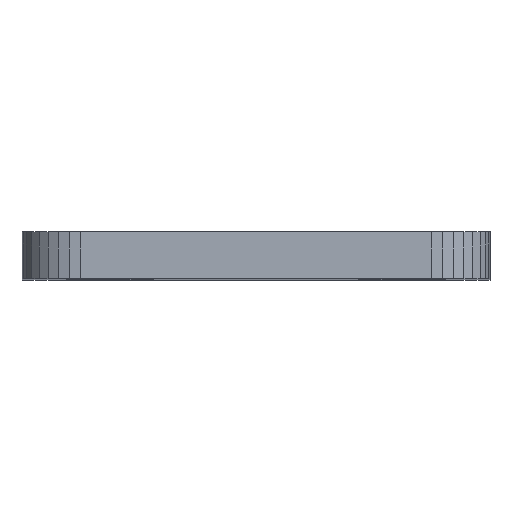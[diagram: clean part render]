
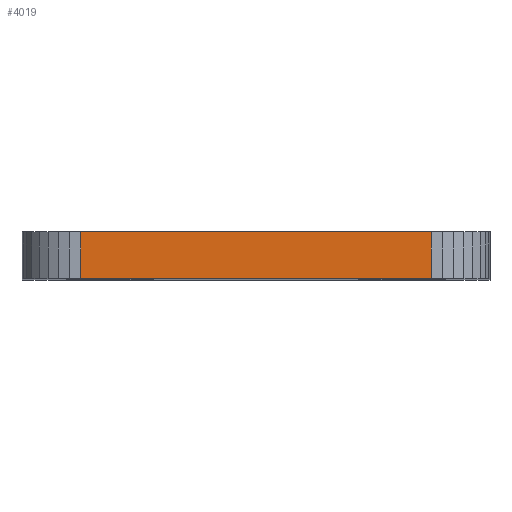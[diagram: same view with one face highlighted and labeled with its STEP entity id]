
A CAD part, top view. The second image highlights one B-rep face of the part: STEP entity #4019.
In plain terms, the highlighted planar face has unit normal (-0.001, 0, 1).
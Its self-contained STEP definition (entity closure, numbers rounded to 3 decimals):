
#31 = PLANE('',#32);
#32 = AXIS2_PLACEMENT_3D('',#33,#34,#35);
#33 = CARTESIAN_POINT('',(336.268,364.,
    76.632));
#34 = DIRECTION('',(0.,1.,0.));
#35 = DIRECTION('',(0.,0.,1.));
#54 = VERTEX_POINT('',#55);
#55 = CARTESIAN_POINT('',(340.,364.,
    73.));
#67 = PLANE('',#68);
#68 = AXIS2_PLACEMENT_3D('',#69,#70,#71);
#69 = CARTESIAN_POINT('',(340.,362.119,
    73.731));
#70 = DIRECTION('',(1.,0.,0.));
#71 = DIRECTION('',(0.,-1.,0.));
#78 = EDGE_CURVE('',#79,#54,#81,.T.);
#79 = VERTEX_POINT('',#80);
#80 = CARTESIAN_POINT('',(352.,364.,
    73.01));
#81 = SURFACE_CURVE('',#82,(#85,#91),.PCURVE_S1.);
#82 = B_SPLINE_CURVE_WITH_KNOTS('',1,(#83,#84),.UNSPECIFIED.,.F.,.F.,(2,
    2),(0.,12.),.PIECEWISE_BEZIER_KNOTS.);
#83 = CARTESIAN_POINT('',(352.,364.,
    73.01));
#84 = CARTESIAN_POINT('',(340.,364.,
    73.));
#85 = PCURVE('',#31,#86);
#86 = DEFINITIONAL_REPRESENTATION('',(#87),#90);
#87 = B_SPLINE_CURVE_WITH_KNOTS('',1,(#88,#89),.UNSPECIFIED.,.F.,.F.,(2,
    2),(0.,12.),.PIECEWISE_BEZIER_KNOTS.);
#88 = CARTESIAN_POINT('',(-3.622,15.732));
#89 = CARTESIAN_POINT('',(-3.632,3.732));
#90 = ( GEOMETRIC_REPRESENTATION_CONTEXT(2) 
PARAMETRIC_REPRESENTATION_CONTEXT() REPRESENTATION_CONTEXT('2D SPACE',''
  ) );
#91 = PCURVE('',#92,#97);
#92 = PLANE('',#93);
#93 = AXIS2_PLACEMENT_3D('',#94,#95,#96);
#94 = CARTESIAN_POINT('',(338.68,362.119,
    72.999));
#95 = DIRECTION('',(-0.001,0.,
    1.));
#96 = DIRECTION('',(-1.,0.,
    -0.001));
#97 = DEFINITIONAL_REPRESENTATION('',(#98),#101);
#98 = B_SPLINE_CURVE_WITH_KNOTS('',1,(#99,#100),.UNSPECIFIED.,.F.,.F.,(2
    ,2),(0.,12.),.PIECEWISE_BEZIER_KNOTS.);
#99 = CARTESIAN_POINT('',(-13.32,-1.881));
#100 = CARTESIAN_POINT('',(-1.32,-1.881));
#101 = ( GEOMETRIC_REPRESENTATION_CONTEXT(2) 
PARAMETRIC_REPRESENTATION_CONTEXT() REPRESENTATION_CONTEXT('2D SPACE',''
  ) );
#117 = PLANE('',#118);
#118 = AXIS2_PLACEMENT_3D('',#119,#120,#121);
#119 = CARTESIAN_POINT('',(351.233,362.119,
    73.085));
#120 = DIRECTION('',(0.098,0.,
    0.995));
#121 = DIRECTION('',(-0.995,0.,
    0.098));
#2400 = PLANE('',#2401);
#2401 = AXIS2_PLACEMENT_3D('',#2402,#2403,#2404);
#2402 = CARTESIAN_POINT('',(336.268,362.4,
    34.368));
#2403 = DIRECTION('',(0.,-1.,0.));
#2404 = DIRECTION('',(0.,0.,-1.));
#3981 = EDGE_CURVE('',#3982,#79,#3984,.T.);
#3982 = VERTEX_POINT('',#3983);
#3983 = CARTESIAN_POINT('',(352.,362.4,
    73.01));
#3984 = SURFACE_CURVE('',#3985,(#3988,#3994),.PCURVE_S1.);
#3985 = B_SPLINE_CURVE_WITH_KNOTS('',1,(#3986,#3987),.UNSPECIFIED.,.F.,
  .F.,(2,2),(-1.6,0.),.PIECEWISE_BEZIER_KNOTS.);
#3986 = CARTESIAN_POINT('',(352.,362.4,
    73.01));
#3987 = CARTESIAN_POINT('',(352.,364.,
    73.01));
#3988 = PCURVE('',#117,#3989);
#3989 = DEFINITIONAL_REPRESENTATION('',(#3990),#3993);
#3990 = B_SPLINE_CURVE_WITH_KNOTS('',1,(#3991,#3992),.UNSPECIFIED.,.F.,
  .F.,(2,2),(-1.6,0.),.PIECEWISE_BEZIER_KNOTS.);
#3991 = CARTESIAN_POINT('',(-0.771,-0.28));
#3992 = CARTESIAN_POINT('',(-0.771,-1.881));
#3993 = ( GEOMETRIC_REPRESENTATION_CONTEXT(2) 
PARAMETRIC_REPRESENTATION_CONTEXT() REPRESENTATION_CONTEXT('2D SPACE',''
  ) );
#3994 = PCURVE('',#92,#3995);
#3995 = DEFINITIONAL_REPRESENTATION('',(#3996),#3999);
#3996 = B_SPLINE_CURVE_WITH_KNOTS('',1,(#3997,#3998),.UNSPECIFIED.,.F.,
  .F.,(2,2),(-1.6,0.),.PIECEWISE_BEZIER_KNOTS.);
#3997 = CARTESIAN_POINT('',(-13.32,-0.28));
#3998 = CARTESIAN_POINT('',(-13.32,-1.881));
#3999 = ( GEOMETRIC_REPRESENTATION_CONTEXT(2) 
PARAMETRIC_REPRESENTATION_CONTEXT() REPRESENTATION_CONTEXT('2D SPACE',''
  ) );
#4019 = ADVANCED_FACE('',(#4020),#92,.T.);
#4020 = FACE_BOUND('',#4021,.T.);
#4021 = EDGE_LOOP('',(#4022,#4023,#4043,#4061));
#4022 = ORIENTED_EDGE('',*,*,#78,.T.);
#4023 = ORIENTED_EDGE('',*,*,#4024,.F.);
#4024 = EDGE_CURVE('',#4025,#54,#4027,.T.);
#4025 = VERTEX_POINT('',#4026);
#4026 = CARTESIAN_POINT('',(340.,362.4,
    73.));
#4027 = SURFACE_CURVE('',#4028,(#4031,#4037),.PCURVE_S1.);
#4028 = B_SPLINE_CURVE_WITH_KNOTS('',1,(#4029,#4030),.UNSPECIFIED.,.F.,
  .F.,(2,2),(-1.6,0.),.PIECEWISE_BEZIER_KNOTS.);
#4029 = CARTESIAN_POINT('',(340.,362.4,
    73.));
#4030 = CARTESIAN_POINT('',(340.,364.,
    73.));
#4031 = PCURVE('',#92,#4032);
#4032 = DEFINITIONAL_REPRESENTATION('',(#4033),#4036);
#4033 = B_SPLINE_CURVE_WITH_KNOTS('',1,(#4034,#4035),.UNSPECIFIED.,.F.,
  .F.,(2,2),(-1.6,0.),.PIECEWISE_BEZIER_KNOTS.);
#4034 = CARTESIAN_POINT('',(-1.32,-0.28));
#4035 = CARTESIAN_POINT('',(-1.32,-1.881));
#4036 = ( GEOMETRIC_REPRESENTATION_CONTEXT(2) 
PARAMETRIC_REPRESENTATION_CONTEXT() REPRESENTATION_CONTEXT('2D SPACE',''
  ) );
#4037 = PCURVE('',#67,#4038);
#4038 = DEFINITIONAL_REPRESENTATION('',(#4039),#4042);
#4039 = B_SPLINE_CURVE_WITH_KNOTS('',1,(#4040,#4041),.UNSPECIFIED.,.F.,
  .F.,(2,2),(-1.6,0.),.PIECEWISE_BEZIER_KNOTS.);
#4040 = CARTESIAN_POINT('',(-0.28,0.731));
#4041 = CARTESIAN_POINT('',(-1.881,0.731));
#4042 = ( GEOMETRIC_REPRESENTATION_CONTEXT(2) 
PARAMETRIC_REPRESENTATION_CONTEXT() REPRESENTATION_CONTEXT('2D SPACE',''
  ) );
#4043 = ORIENTED_EDGE('',*,*,#4044,.F.);
#4044 = EDGE_CURVE('',#3982,#4025,#4045,.T.);
#4045 = SURFACE_CURVE('',#4046,(#4049,#4055),.PCURVE_S1.);
#4046 = B_SPLINE_CURVE_WITH_KNOTS('',1,(#4047,#4048),.UNSPECIFIED.,.F.,
  .F.,(2,2),(0.,12.),.PIECEWISE_BEZIER_KNOTS.);
#4047 = CARTESIAN_POINT('',(352.,362.4,
    73.01));
#4048 = CARTESIAN_POINT('',(340.,362.4,
    73.));
#4049 = PCURVE('',#92,#4050);
#4050 = DEFINITIONAL_REPRESENTATION('',(#4051),#4054);
#4051 = B_SPLINE_CURVE_WITH_KNOTS('',1,(#4052,#4053),.UNSPECIFIED.,.F.,
  .F.,(2,2),(0.,12.),.PIECEWISE_BEZIER_KNOTS.);
#4052 = CARTESIAN_POINT('',(-13.32,-0.28));
#4053 = CARTESIAN_POINT('',(-1.32,-0.28));
#4054 = ( GEOMETRIC_REPRESENTATION_CONTEXT(2) 
PARAMETRIC_REPRESENTATION_CONTEXT() REPRESENTATION_CONTEXT('2D SPACE',''
  ) );
#4055 = PCURVE('',#2400,#4056);
#4056 = DEFINITIONAL_REPRESENTATION('',(#4057),#4060);
#4057 = B_SPLINE_CURVE_WITH_KNOTS('',1,(#4058,#4059),.UNSPECIFIED.,.F.,
  .F.,(2,2),(0.,12.),.PIECEWISE_BEZIER_KNOTS.);
#4058 = CARTESIAN_POINT('',(-38.641,15.732));
#4059 = CARTESIAN_POINT('',(-38.632,3.732));
#4060 = ( GEOMETRIC_REPRESENTATION_CONTEXT(2) 
PARAMETRIC_REPRESENTATION_CONTEXT() REPRESENTATION_CONTEXT('2D SPACE',''
  ) );
#4061 = ORIENTED_EDGE('',*,*,#3981,.T.);
